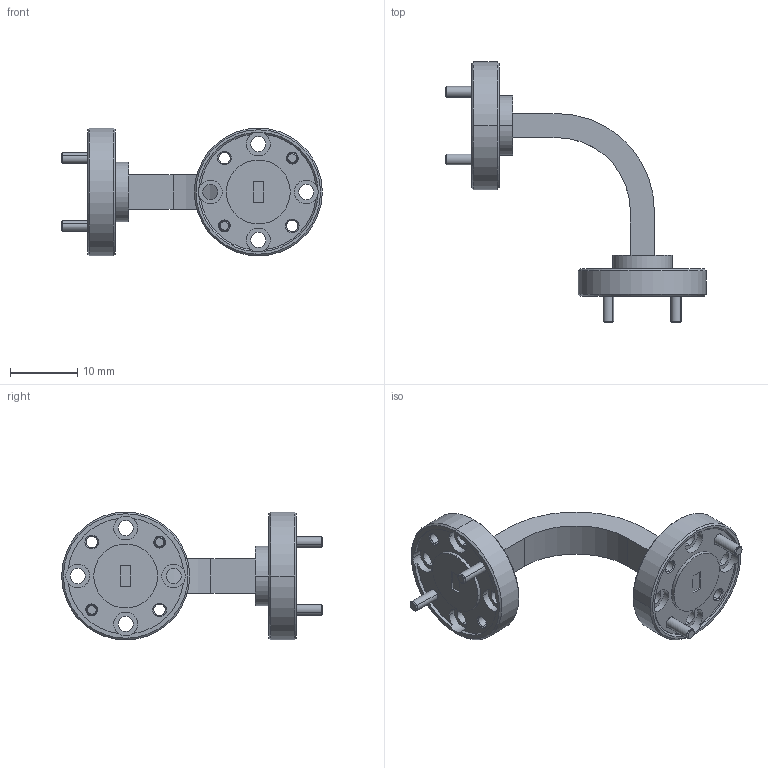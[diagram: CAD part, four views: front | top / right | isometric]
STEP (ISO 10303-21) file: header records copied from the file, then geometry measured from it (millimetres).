
FILE_DESCRIPTION (( 'STEP AP203' ), '1' );
FILE_NAME ('SWB-12090-EB-1.0.STEP', '2022-03-08T01:19:48', ( '' ), ( '' ), 'SwSTEP 2.0', 'SolidWorks 2021', '' );
FILE_SCHEMA (( 'CONFIG_CONTROL_DESIGN' ));
Length unit declared in the file: inch
Products named in the file (1): SWB-12090-EB-1.0
Bounding box: 38.8 x 38.8 x 19.05 mm (x, y, z)
Volume: 2839.3 mm3; surface area: 2779.1 mm2
Topology: 5 solids, 5 shells, 164 faces, 396 edges, 252 vertices
Faces by surface type: cylinder 78, cone 44, plane 42
Entity records: 5011 total; most frequent: DIRECTION 938, CARTESIAN_POINT 853, ORIENTED_EDGE 792, EDGE_CURVE 396, AXIS2_PLACEMENT_3D 385, VERTEX_POINT 252, CIRCLE 220, EDGE_LOOP 206
